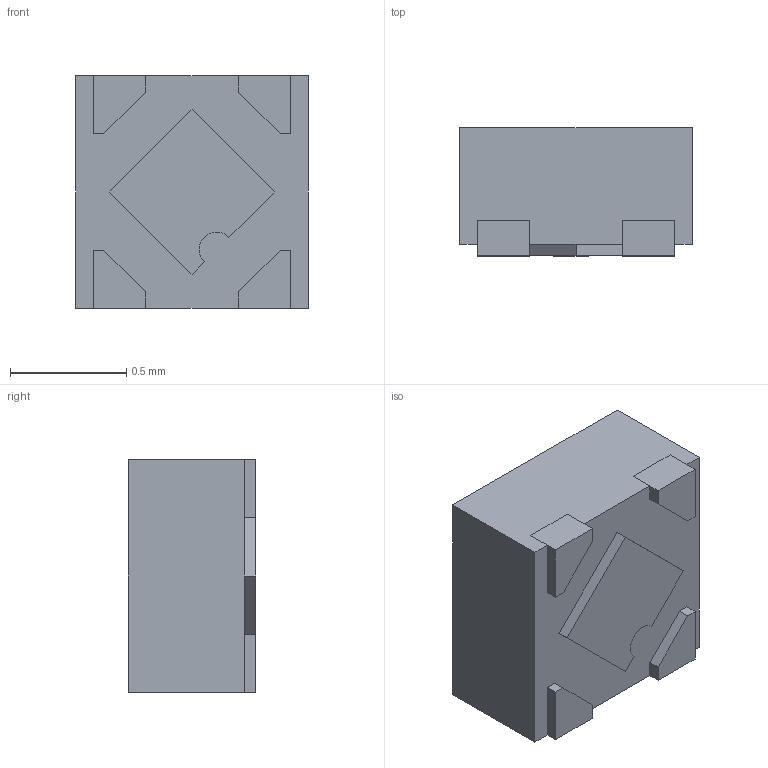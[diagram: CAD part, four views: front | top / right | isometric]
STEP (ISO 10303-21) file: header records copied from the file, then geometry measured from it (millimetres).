
FILE_DESCRIPTION(/* description */ (''),/* implementation_level */ '2;1');
FILE_NAME(/* name */ 'MLF-4.stp',/* time_stamp */ '2020-03-18T20:23:41+01:00',/* author */ ('sawaiz'),/* organization */ (''),/* preprocessor_version */ 'ST-DEVELOPER v18',/* originating_system */ 'Autodesk Inventor 2020',/* authorisation */ '');
FILE_SCHEMA (('AUTOMOTIVE_DESIGN { 1 0 10303 214 3 1 1 }'));
Length unit declared in the file: millimetre
Products named in the file (1): MLF-4
Bounding box: 1 x 0.55 x 1 mm (x, y, z)
Volume: 0.5 mm3; surface area: 6 mm2
Topology: 6 solids, 6 shells, 73 faces, 177 edges, 118 vertices
Faces by surface type: plane 71, cylinder 2
Entity records: 2153 total; most frequent: CARTESIAN_POINT 369, ORIENTED_EDGE 354, DIRECTION 329, EDGE_CURVE 177, LINE 173, VECTOR 173, VERTEX_POINT 118, AXIS2_PLACEMENT_3D 78
